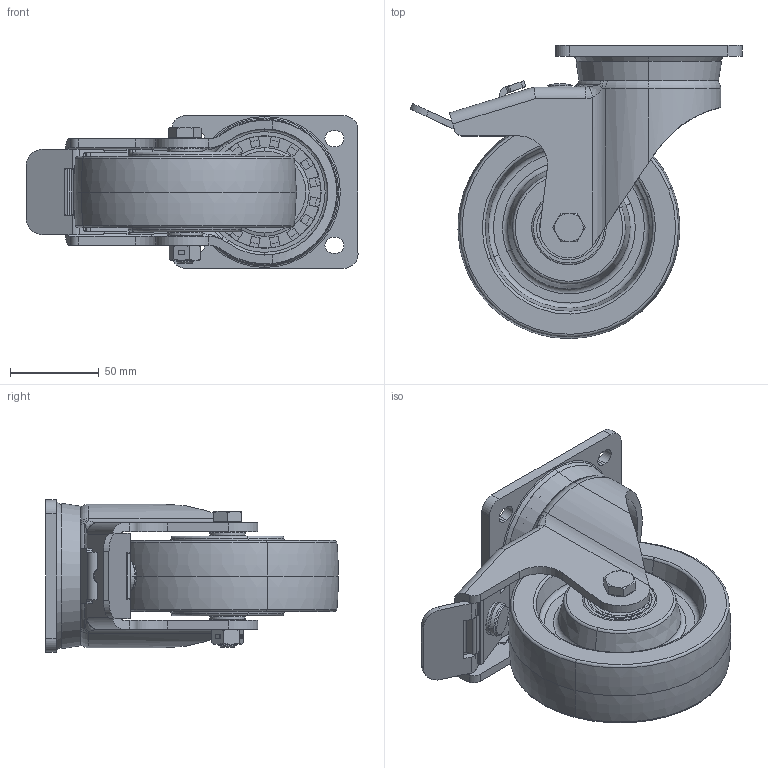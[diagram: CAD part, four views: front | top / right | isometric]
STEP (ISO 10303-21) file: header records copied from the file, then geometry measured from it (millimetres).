
FILE_DESCRIPTION (( 'STEP AP214' ), '1' );
FILE_NAME ('0051066.step', '2020-04-09T09:49:13', ( '' ), ( '' ), 'SwSTEP 2.0', 'SolidWorks 2018', '' );
FILE_SCHEMA (( 'AUTOMOTIVE_DESIGN' ));
Length unit declared in the file: millimetre
Products named in the file (1): 0051066
Bounding box: 187.01 x 164.99 x 86 mm (x, y, z)
Volume: 644689.8 mm3; surface area: 177047.6 mm2
Topology: 28 solids, 29 shells, 1071 faces, 2822 edges, 1751 vertices
Faces by surface type: cylinder 413, plane 346, cone 134, bspline 105, torus 65, sphere 8
Entity records: 54154 total; most frequent: CARTESIAN_POINT 16842, ORIENTED_EDGE 5516, DIRECTION 5018, EDGE_CURVE 2758, AXIS2_PLACEMENT_3D 1879, VERTEX_POINT 1751, VECTOR 1260, LINE 1260
